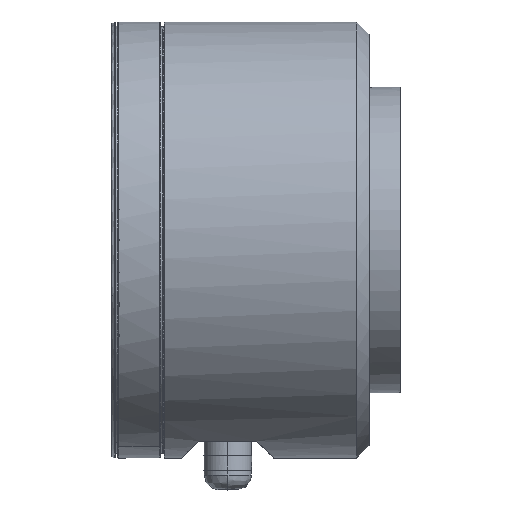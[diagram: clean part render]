
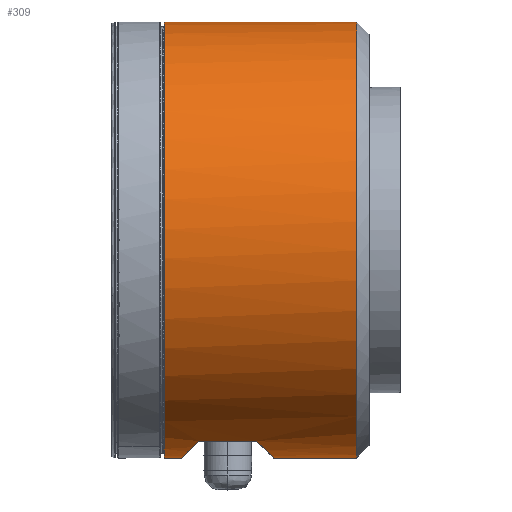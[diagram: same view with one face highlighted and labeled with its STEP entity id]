
A CAD part, left-side view. The second image highlights one B-rep face of the part: STEP entity #309.
In plain terms, the highlighted cylindrical face has radius 45 mm (diameter 90 mm), a partial arc.
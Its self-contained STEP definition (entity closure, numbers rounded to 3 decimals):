
#309=ADVANCED_FACE('',(#391),#1763,.T.);
#391=FACE_OUTER_BOUND('',#489,.T.);
#489=EDGE_LOOP('',(#804,#805,#806,#807,#808,#809,#810,#811));
#804=ORIENTED_EDGE('',*,*,#1114,.T.);
#805=ORIENTED_EDGE('',*,*,#1115,.T.);
#806=ORIENTED_EDGE('',*,*,#1116,.T.);
#807=ORIENTED_EDGE('',*,*,#1117,.T.);
#808=ORIENTED_EDGE('',*,*,#1118,.T.);
#809=ORIENTED_EDGE('',*,*,#1119,.T.);
#810=ORIENTED_EDGE('',*,*,#1120,.T.);
#811=ORIENTED_EDGE('',*,*,#1121,.T.);
#1114=EDGE_CURVE('',#1722,#1723,#1428,.T.);
#1115=EDGE_CURVE('',#1723,#1724,#1192,.T.);
#1116=EDGE_CURVE('',#1724,#1725,#1429,.T.);
#1117=EDGE_CURVE('',#1725,#1726,#1193,.T.);
#1118=EDGE_CURVE('',#1726,#1727,#1430,.T.);
#1119=EDGE_CURVE('',#1727,#1728,#1194,.T.);
#1120=EDGE_CURVE('',#1728,#1729,#1431,.T.);
#1121=EDGE_CURVE('',#1729,#1722,#1195,.T.);
#1192=B_SPLINE_CURVE_WITH_KNOTS('',1,(#5063,#5064),.UNSPECIFIED.,.F.,.F.,
(2,2),(0.,39.75),.UNSPECIFIED.);
#1193=B_SPLINE_CURVE_WITH_KNOTS('',1,(#5070,#5071),.UNSPECIFIED.,.F.,.F.,
(2,2),(0.,3.6),.UNSPECIFIED.);
#1194=B_SPLINE_CURVE_WITH_KNOTS('',1,(#5076,#5077),.UNSPECIFIED.,.F.,.F.,
(2,2),(0.,12.),.UNSPECIFIED.);
#1195=B_SPLINE_CURVE_WITH_KNOTS('',1,(#5082,#5083),.UNSPECIFIED.,.F.,.F.,
(2,2),(0.,17.15),.UNSPECIFIED.);
#1428=(
BOUNDED_CURVE()
B_SPLINE_CURVE(2,(#5058,#5059,#5060,#5061,#5062),.UNSPECIFIED.,.F.,.F.)
B_SPLINE_CURVE_WITH_KNOTS((3,2,3),(0.,90.,180.),
 .UNSPECIFIED.)
CURVE()
GEOMETRIC_REPRESENTATION_ITEM()
RATIONAL_B_SPLINE_CURVE((1.,0.707,1.,0.707,1.))
REPRESENTATION_ITEM('')
);
#1429=(
BOUNDED_CURVE()
B_SPLINE_CURVE(2,(#5065,#5066,#5067,#5068,#5069),.UNSPECIFIED.,.F.,.F.)
B_SPLINE_CURVE_WITH_KNOTS((3,2,3),(0.,90.,180.),
 .UNSPECIFIED.)
CURVE()
GEOMETRIC_REPRESENTATION_ITEM()
RATIONAL_B_SPLINE_CURVE((1.,0.707,1.,0.707,1.))
REPRESENTATION_ITEM('')
);
#1430=(
BOUNDED_CURVE()
B_SPLINE_CURVE(3,(#5072,#5073,#5074,#5075),.UNSPECIFIED.,.F.,.F.)
B_SPLINE_CURVE_WITH_KNOTS((4,4),(0.,18.532),.UNSPECIFIED.)
CURVE()
GEOMETRIC_REPRESENTATION_ITEM()
RATIONAL_B_SPLINE_CURVE((1.,0.987,0.987,1.))
REPRESENTATION_ITEM('')
);
#1431=(
BOUNDED_CURVE()
B_SPLINE_CURVE(3,(#5078,#5079,#5080,#5081),.UNSPECIFIED.,.F.,.F.)
B_SPLINE_CURVE_WITH_KNOTS((4,4),(0.,18.532),.UNSPECIFIED.)
CURVE()
GEOMETRIC_REPRESENTATION_ITEM()
RATIONAL_B_SPLINE_CURVE((1.,0.987,0.987,1.))
REPRESENTATION_ITEM('')
);
#1722=VERTEX_POINT('',#5050);
#1723=VERTEX_POINT('',#5051);
#1724=VERTEX_POINT('',#5052);
#1725=VERTEX_POINT('',#5053);
#1726=VERTEX_POINT('',#5054);
#1727=VERTEX_POINT('',#5055);
#1728=VERTEX_POINT('',#5056);
#1729=VERTEX_POINT('',#5057);
#1763=CYLINDRICAL_SURFACE('',#1907,45.);
#1907=AXIS2_PLACEMENT_3D('',#5049,#1966,$);
#1966=DIRECTION('',(0.,1.,0.));
#5049=CARTESIAN_POINT('',(-1184.261,-251.625,12.653));
#5050=CARTESIAN_POINT('',(-1184.261,-271.5,-32.347));
#5051=CARTESIAN_POINT('',(-1184.261,-271.5,57.653));
#5052=CARTESIAN_POINT('',(-1184.261,-231.75,57.653));
#5053=CARTESIAN_POINT('',(-1184.261,-231.75,-32.347));
#5054=CARTESIAN_POINT('',(-1184.261,-235.35,-32.347));
#5055=CARTESIAN_POINT('',(-1201.661,-238.85,-28.847));
#5056=CARTESIAN_POINT('',(-1201.661,-250.85,-28.847));
#5057=CARTESIAN_POINT('',(-1184.261,-254.35,-32.347));
#5058=CARTESIAN_POINT('',(-1184.261,-271.5,-32.347));
#5059=CARTESIAN_POINT('',(-1229.261,-271.5,-32.347));
#5060=CARTESIAN_POINT('',(-1229.261,-271.5,12.653));
#5061=CARTESIAN_POINT('',(-1229.261,-271.5,57.653));
#5062=CARTESIAN_POINT('',(-1184.261,-271.5,57.653));
#5063=CARTESIAN_POINT('',(-1184.261,-271.5,57.653));
#5064=CARTESIAN_POINT('',(-1184.261,-231.75,57.653));
#5065=CARTESIAN_POINT('',(-1184.261,-231.75,57.653));
#5066=CARTESIAN_POINT('',(-1229.261,-231.75,57.653));
#5067=CARTESIAN_POINT('',(-1229.261,-231.75,12.653));
#5068=CARTESIAN_POINT('',(-1229.261,-231.75,-32.347));
#5069=CARTESIAN_POINT('',(-1184.261,-231.75,-32.347));
#5070=CARTESIAN_POINT('',(-1184.261,-231.75,-32.347));
#5071=CARTESIAN_POINT('',(-1184.261,-235.35,-32.347));
#5072=CARTESIAN_POINT('',(-1184.261,-235.35,-32.347));
#5073=CARTESIAN_POINT('',(-1190.256,-235.35,-32.347));
#5074=CARTESIAN_POINT('',(-1196.132,-236.532,-31.165));
#5075=CARTESIAN_POINT('',(-1201.661,-238.85,-28.847));
#5076=CARTESIAN_POINT('',(-1201.661,-238.85,-28.847));
#5077=CARTESIAN_POINT('',(-1201.661,-250.85,-28.847));
#5078=CARTESIAN_POINT('',(-1201.661,-250.85,-28.847));
#5079=CARTESIAN_POINT('',(-1196.132,-253.167,-31.165));
#5080=CARTESIAN_POINT('',(-1190.256,-254.35,-32.347));
#5081=CARTESIAN_POINT('',(-1184.261,-254.35,-32.347));
#5082=CARTESIAN_POINT('',(-1184.261,-254.35,-32.347));
#5083=CARTESIAN_POINT('',(-1184.261,-271.5,-32.347));
